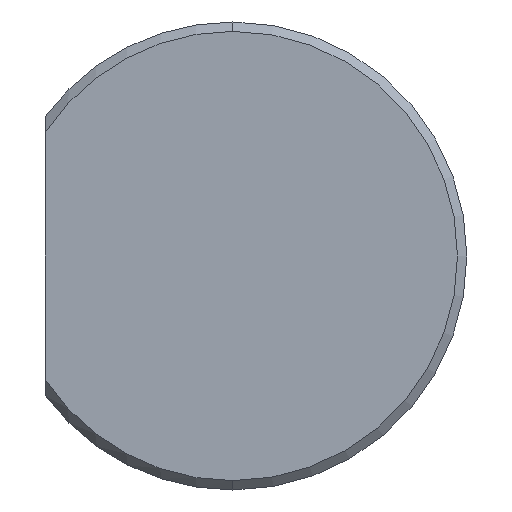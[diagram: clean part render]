
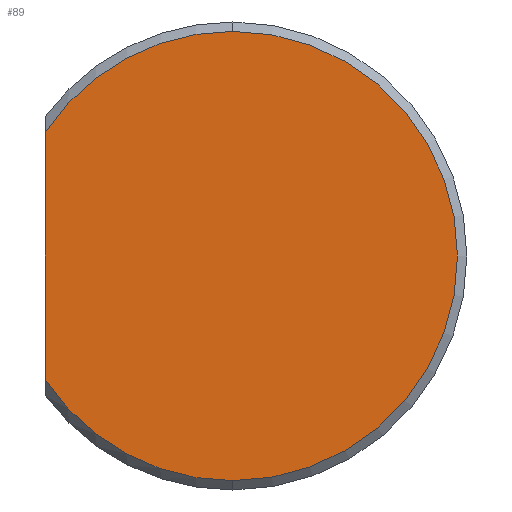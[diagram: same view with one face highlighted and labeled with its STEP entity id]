
A CAD part, front view. The second image highlights one B-rep face of the part: STEP entity #89.
In plain terms, the highlighted planar face has unit normal (0, -1, 0).
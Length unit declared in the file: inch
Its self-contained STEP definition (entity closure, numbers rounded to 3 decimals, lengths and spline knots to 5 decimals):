
#44 = EDGE_CURVE ( 'NONE', #209, #121, #281, .T. ) ;
#50 = EDGE_CURVE ( 'NONE', #121, #297, #366, .T. ) ;
#59 = DIRECTION ( 'NONE',  ( 0., -1., 0. ) ) ;
#79 = EDGE_CURVE ( 'NONE', #370, #297, #338, .T. ) ;
#80 = VECTOR ( 'NONE', #333, 39.37008 ) ;
#86 = CARTESIAN_POINT ( 'NONE',  ( -0.10015, 0., -0.06583 ) ) ;
#89 = ADVANCED_FACE ( 'NONE', ( #393 ), #309, .F. ) ;
#99 = CARTESIAN_POINT ( 'NONE',  ( 0., 0., -0.11985 ) ) ;
#107 = EDGE_CURVE ( 'NONE', #370, #209, #299, .T. ) ;
#121 = VERTEX_POINT ( 'NONE', #327 ) ;
#143 = ORIENTED_EDGE ( 'NONE', *, *, #107, .T. ) ;
#146 = DIRECTION ( 'NONE',  ( 0., 1., 0. ) ) ;
#153 = ORIENTED_EDGE ( 'NONE', *, *, #79, .F. ) ;
#157 = AXIS2_PLACEMENT_3D ( 'NONE', #357, #176, #225 ) ;
#160 = ORIENTED_EDGE ( 'NONE', *, *, #50, .T. ) ;
#172 = AXIS2_PLACEMENT_3D ( 'NONE', #392, #146, #414 ) ;
#176 = DIRECTION ( 'NONE',  ( 0., -1., 0. ) ) ;
#178 = CARTESIAN_POINT ( 'NONE',  ( -0.10015, 0., -0.07455 ) ) ;
#195 = DIRECTION ( 'NONE',  ( 0., 0., 1. ) ) ;
#209 = VERTEX_POINT ( 'NONE', #99 ) ;
#225 = DIRECTION ( 'NONE',  ( 0., 0., 1. ) ) ;
#253 = CARTESIAN_POINT ( 'NONE',  ( 0., 0., 0. ) ) ;
#269 = ORIENTED_EDGE ( 'NONE', *, *, #44, .T. ) ;
#281 = CIRCLE ( 'NONE', #295, 0.11985 ) ;
#284 = AXIS2_PLACEMENT_3D ( 'NONE', #253, #381, #361 ) ;
#295 = AXIS2_PLACEMENT_3D ( 'NONE', #379, #59, #195 ) ;
#297 = VERTEX_POINT ( 'NONE', #334 ) ;
#299 = CIRCLE ( 'NONE', #157, 0.11985 ) ;
#309 = PLANE ( 'NONE',  #172 ) ;
#311 = EDGE_LOOP ( 'NONE', ( #153, #143, #269, #160 ) ) ;
#327 = CARTESIAN_POINT ( 'NONE',  ( 0., 0., 0.11985 ) ) ;
#333 = DIRECTION ( 'NONE',  ( 0., 0., 1. ) ) ;
#334 = CARTESIAN_POINT ( 'NONE',  ( -0.10015, 0., 0.06583 ) ) ;
#338 = LINE ( 'NONE', #178, #80 ) ;
#357 = CARTESIAN_POINT ( 'NONE',  ( 0., 0., 0. ) ) ;
#361 = DIRECTION ( 'NONE',  ( 0., 0., 1. ) ) ;
#366 = CIRCLE ( 'NONE', #284, 0.11985 ) ;
#370 = VERTEX_POINT ( 'NONE', #86 ) ;
#379 = CARTESIAN_POINT ( 'NONE',  ( 0., 0., 0. ) ) ;
#381 = DIRECTION ( 'NONE',  ( 0., -1., 0. ) ) ;
#392 = CARTESIAN_POINT ( 'NONE',  ( 0., 0., 0. ) ) ;
#393 = FACE_OUTER_BOUND ( 'NONE', #311, .T. ) ;
#414 = DIRECTION ( 'NONE',  ( 0., 0., 1. ) ) ;
